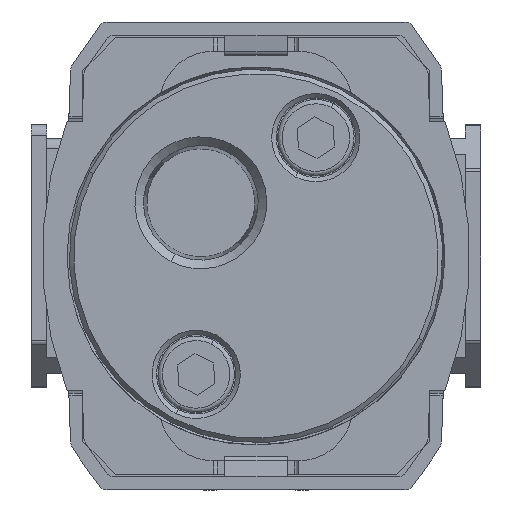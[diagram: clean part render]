
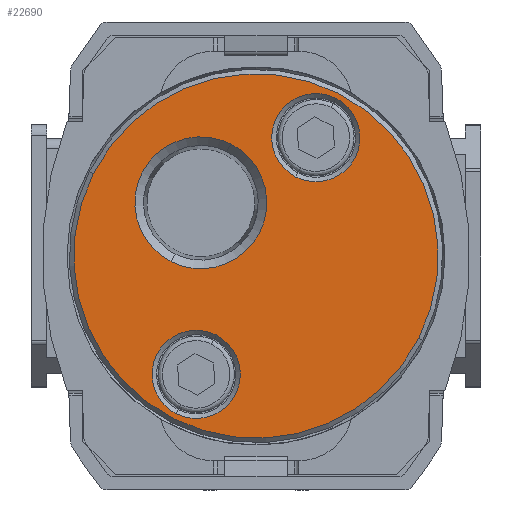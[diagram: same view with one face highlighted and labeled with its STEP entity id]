
A CAD part, front view. The second image highlights one B-rep face of the part: STEP entity #22690.
In plain terms, the highlighted planar face has unit normal (0, -1, 0).
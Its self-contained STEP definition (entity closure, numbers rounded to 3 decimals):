
#91 = EDGE_CURVE ( 'NONE', #9402, #1195, #15156, .T. ) ;
#392 = DIRECTION ( 'NONE',  ( -0.451, 0., -0.892 ) ) ;
#432 = ORIENTED_EDGE ( 'NONE', *, *, #16257, .F. ) ;
#790 = CARTESIAN_POINT ( 'NONE',  ( 18.071, -9.5, -9.138 ) ) ;
#935 = EDGE_LOOP ( 'NONE', ( #13915, #7049 ) ) ;
#1195 = VERTEX_POINT ( 'NONE', #6545 ) ;
#1695 = DIRECTION ( 'NONE',  ( 0.451, 0., 0.892 ) ) ;
#1774 = ORIENTED_EDGE ( 'NONE', *, *, #23214, .F. ) ;
#1855 = VERTEX_POINT ( 'NONE', #19264 ) ;
#2129 = CIRCLE ( 'NONE', #25434, 4.9 ) ;
#2408 = CARTESIAN_POINT ( 'NONE',  ( 8.861, -9.5, 17.523 ) ) ;
#2481 = CIRCLE ( 'NONE', #18267, 4.9 ) ;
#2484 = AXIS2_PLACEMENT_3D ( 'NONE', #17691, #17814, #18074 ) ;
#2897 = AXIS2_PLACEMENT_3D ( 'NONE', #14947, #22910, #19867 ) ;
#3298 = CIRCLE ( 'NONE', #4969, 4.9 ) ;
#3922 = AXIS2_PLACEMENT_3D ( 'NONE', #12162, #22577, #12403 ) ;
#4305 = EDGE_LOOP ( 'NONE', ( #22344, #1774 ) ) ;
#4524 = EDGE_LOOP ( 'NONE', ( #432, #21690 ) ) ;
#4947 = DIRECTION ( 'NONE',  ( 0., -1., 0. ) ) ;
#4969 = AXIS2_PLACEMENT_3D ( 'NONE', #25161, #6443, #20621 ) ;
#5004 = CARTESIAN_POINT ( 'NONE',  ( 0., -9.5, 0. ) ) ;
#5099 = PLANE ( 'NONE',  #23755 ) ;
#5305 = CIRCLE ( 'NONE', #24425, 20.25 ) ;
#6232 = DIRECTION ( 'NONE',  ( 0., -1., 0. ) ) ;
#6443 = DIRECTION ( 'NONE',  ( 0., -1., 0. ) ) ;
#6545 = CARTESIAN_POINT ( 'NONE',  ( -18.071, -9.5, 9.138 ) ) ;
#7049 = ORIENTED_EDGE ( 'NONE', *, *, #19056, .F. ) ;
#7194 = DIRECTION ( 'NONE',  ( 0., 1., 0. ) ) ;
#7421 = ORIENTED_EDGE ( 'NONE', *, *, #15056, .F. ) ;
#8647 = VERTEX_POINT ( 'NONE', #23934 ) ;
#9402 = VERTEX_POINT ( 'NONE', #790 ) ;
#9562 = CARTESIAN_POINT ( 'NONE',  ( -6.129, -9.5, 5.911 ) ) ;
#11358 = FACE_OUTER_BOUND ( 'NONE', #4524, .T. ) ;
#11640 = DIRECTION ( 'NONE',  ( -0.451, 0., -0.892 ) ) ;
#11708 = CIRCLE ( 'NONE', #2897, 7.33 ) ;
#12162 = CARTESIAN_POINT ( 'NONE',  ( 0., -9.5, 0. ) ) ;
#12403 = DIRECTION ( 'NONE',  ( -0.892, 0., 0.451 ) ) ;
#13555 = FACE_BOUND ( 'NONE', #4305, .T. ) ;
#13705 = EDGE_CURVE ( 'NONE', #18224, #8647, #14065, .T. ) ;
#13734 = CIRCLE ( 'NONE', #2484, 4.9 ) ;
#13915 = ORIENTED_EDGE ( 'NONE', *, *, #22871, .F. ) ;
#14054 = CARTESIAN_POINT ( 'NONE',  ( -6.65, -9.5, -13.15 ) ) ;
#14065 = CIRCLE ( 'NONE', #15710, 7.33 ) ;
#14623 = CARTESIAN_POINT ( 'NONE',  ( -8.861, -9.5, -17.523 ) ) ;
#14910 = VERTEX_POINT ( 'NONE', #2408 ) ;
#14947 = CARTESIAN_POINT ( 'NONE',  ( -6.129, -9.5, 5.911 ) ) ;
#14966 = ORIENTED_EDGE ( 'NONE', *, *, #21446, .F. ) ;
#15056 = EDGE_CURVE ( 'NONE', #14910, #18195, #3298, .T. ) ;
#15156 = CIRCLE ( 'NONE', #3922, 20.25 ) ;
#15710 = AXIS2_PLACEMENT_3D ( 'NONE', #9562, #15784, #11640 ) ;
#15784 = DIRECTION ( 'NONE',  ( 0., -1., 0. ) ) ;
#15998 = DIRECTION ( 'NONE',  ( -0.451, 0., -0.892 ) ) ;
#16257 = EDGE_CURVE ( 'NONE', #1195, #9402, #5305, .T. ) ;
#16529 = CARTESIAN_POINT ( 'NONE',  ( 6.65, -9.5, 13.15 ) ) ;
#17312 = FACE_BOUND ( 'NONE', #25306, .T. ) ;
#17572 = FACE_BOUND ( 'NONE', #935, .T. ) ;
#17691 = CARTESIAN_POINT ( 'NONE',  ( -6.65, -9.5, -13.15 ) ) ;
#17814 = DIRECTION ( 'NONE',  ( 0., -1., 0. ) ) ;
#18074 = DIRECTION ( 'NONE',  ( -0.451, 0., -0.892 ) ) ;
#18195 = VERTEX_POINT ( 'NONE', #21686 ) ;
#18224 = VERTEX_POINT ( 'NONE', #19595 ) ;
#18267 = AXIS2_PLACEMENT_3D ( 'NONE', #14054, #6232, #15998 ) ;
#19056 = EDGE_CURVE ( 'NONE', #1855, #25056, #13734, .T. ) ;
#19264 = CARTESIAN_POINT ( 'NONE',  ( -4.439, -9.5, -8.777 ) ) ;
#19595 = CARTESIAN_POINT ( 'NONE',  ( -9.436, -9.5, -0.629 ) ) ;
#19867 = DIRECTION ( 'NONE',  ( -0.451, 0., -0.892 ) ) ;
#20621 = DIRECTION ( 'NONE',  ( -0.451, 0., -0.892 ) ) ;
#21021 = DIRECTION ( 'NONE',  ( -0.892, 0., 0.451 ) ) ;
#21446 = EDGE_CURVE ( 'NONE', #18195, #14910, #2129, .T. ) ;
#21487 = CARTESIAN_POINT ( 'NONE',  ( 18.071, -9.5, -9.138 ) ) ;
#21686 = CARTESIAN_POINT ( 'NONE',  ( 4.439, -9.5, 8.777 ) ) ;
#21690 = ORIENTED_EDGE ( 'NONE', *, *, #91, .F. ) ;
#22344 = ORIENTED_EDGE ( 'NONE', *, *, #13705, .F. ) ;
#22577 = DIRECTION ( 'NONE',  ( 0., 1., 0. ) ) ;
#22690 = ADVANCED_FACE ( 'NONE', ( #11358, #17572, #17312, #13555 ), #5099, .F. ) ;
#22871 = EDGE_CURVE ( 'NONE', #25056, #1855, #2481, .T. ) ;
#22910 = DIRECTION ( 'NONE',  ( 0., -1., 0. ) ) ;
#23214 = EDGE_CURVE ( 'NONE', #8647, #18224, #11708, .T. ) ;
#23755 = AXIS2_PLACEMENT_3D ( 'NONE', #21487, #7194, #1695 ) ;
#23934 = CARTESIAN_POINT ( 'NONE',  ( -2.821, -9.5, 12.452 ) ) ;
#24425 = AXIS2_PLACEMENT_3D ( 'NONE', #5004, #24922, #21021 ) ;
#24922 = DIRECTION ( 'NONE',  ( 0., 1., 0. ) ) ;
#25056 = VERTEX_POINT ( 'NONE', #14623 ) ;
#25161 = CARTESIAN_POINT ( 'NONE',  ( 6.65, -9.5, 13.15 ) ) ;
#25306 = EDGE_LOOP ( 'NONE', ( #14966, #7421 ) ) ;
#25434 = AXIS2_PLACEMENT_3D ( 'NONE', #16529, #4947, #392 ) ;
